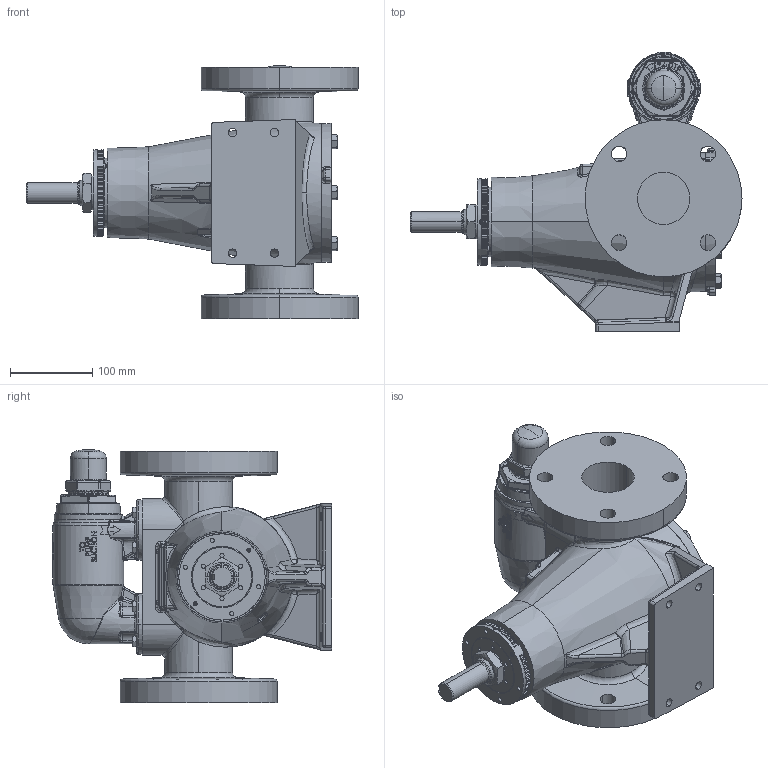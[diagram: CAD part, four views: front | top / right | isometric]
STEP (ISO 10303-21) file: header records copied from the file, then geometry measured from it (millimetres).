
FILE_DESCRIPTION (( 'STEP AP214' ), '1' );
FILE_NAME ('AV-812.STEP', '2019-05-24T16:42:26', ( '' ), ( '' ), 'SwSTEP 2.0', 'SolidWorks 2018', '' );
FILE_SCHEMA (( 'AUTOMOTIVE_DESIGN' ));
Length unit declared in the file: inch
Products named in the file (1): AV-812
Bounding box: 402.84 x 339.49 x 307.14 mm (x, y, z)
Volume: 8288247.2 mm3; surface area: 505795.2 mm2
Topology: 1 solids, 1 shells, 2960 faces, 7425 edges, 4604 vertices
Faces by surface type: plane 1418, bspline 681, cylinder 463, cone 250, sphere 77, torus 71
Entity records: 144206 total; most frequent: CARTESIAN_POINT 59543, ORIENTED_EDGE 14712, DIRECTION 11805, EDGE_CURVE 7356, VERTEX_POINT 4598, AXIS2_PLACEMENT_3D 4225, LINE 3355, VECTOR 3355
